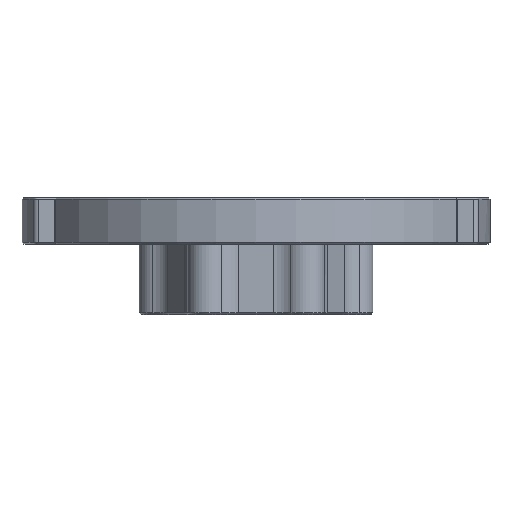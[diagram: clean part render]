
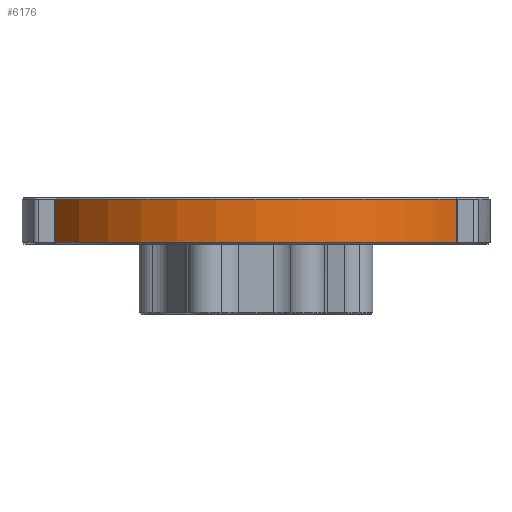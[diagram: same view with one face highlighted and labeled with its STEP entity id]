
A CAD part, front view. The second image highlights one B-rep face of the part: STEP entity #6176.
In plain terms, the highlighted cylindrical face has radius 31.75 mm (diameter 63.5 mm), a partial arc.
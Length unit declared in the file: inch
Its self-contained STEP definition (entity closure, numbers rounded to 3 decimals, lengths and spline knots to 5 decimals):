
#547 = LINE ( 'NONE', #1690, #7309 ) ;
#674 = FACE_OUTER_BOUND ( 'NONE', #3406, .T. ) ;
#1112 = CIRCLE ( 'NONE', #1715, 1.25 ) ;
#1359 = CARTESIAN_POINT ( 'NONE',  ( 1.0705, -0.64538, 0.1975 ) ) ;
#1526 = DIRECTION ( 'NONE',  ( 0., 0., 1. ) ) ;
#1638 = CARTESIAN_POINT ( 'NONE',  ( 0., 0., 0.1975 ) ) ;
#1690 = CARTESIAN_POINT ( 'NONE',  ( -1.0705, -0.64538, 0.4375 ) ) ;
#1715 = AXIS2_PLACEMENT_3D ( 'NONE', #5136, #2361, #3930 ) ;
#1727 = EDGE_CURVE ( 'NONE', #2288, #2767, #547, .T. ) ;
#2288 = VERTEX_POINT ( 'NONE', #5083 ) ;
#2324 = EDGE_CURVE ( 'NONE', #4501, #2437, #3205, .T. ) ;
#2361 = DIRECTION ( 'NONE',  ( 0., 0., -1. ) ) ;
#2437 = VERTEX_POINT ( 'NONE', #4660 ) ;
#2767 = VERTEX_POINT ( 'NONE', #6156 ) ;
#2928 = CYLINDRICAL_SURFACE ( 'NONE', #3896, 1.25 ) ;
#3197 = EDGE_CURVE ( 'NONE', #2437, #2288, #1112, .T. ) ;
#3205 = LINE ( 'NONE', #5499, #6007 ) ;
#3238 = ORIENTED_EDGE ( 'NONE', *, *, #5758, .T. ) ;
#3406 = EDGE_LOOP ( 'NONE', ( #5907, #6191, #7366, #3238 ) ) ;
#3417 = DIRECTION ( 'NONE',  ( -1., 0., 0. ) ) ;
#3598 = CIRCLE ( 'NONE', #6358, 1.25 ) ;
#3896 = AXIS2_PLACEMENT_3D ( 'NONE', #4093, #6950, #3417 ) ;
#3930 = DIRECTION ( 'NONE',  ( 1., 0., 0. ) ) ;
#3947 = DIRECTION ( 'NONE',  ( 1., 0., 0. ) ) ;
#4093 = CARTESIAN_POINT ( 'NONE',  ( 0., 0., 0.4375 ) ) ;
#4501 = VERTEX_POINT ( 'NONE', #1359 ) ;
#4660 = CARTESIAN_POINT ( 'NONE',  ( 1.0705, -0.64538, 0.4275 ) ) ;
#5083 = CARTESIAN_POINT ( 'NONE',  ( -1.0705, -0.64538, 0.4275 ) ) ;
#5136 = CARTESIAN_POINT ( 'NONE',  ( 0., 0., 0.4275 ) ) ;
#5499 = CARTESIAN_POINT ( 'NONE',  ( 1.0705, -0.64538, 0.4375 ) ) ;
#5571 = DIRECTION ( 'NONE',  ( 0., 0., 1. ) ) ;
#5758 = EDGE_CURVE ( 'NONE', #2767, #4501, #3598, .T. ) ;
#5907 = ORIENTED_EDGE ( 'NONE', *, *, #2324, .T. ) ;
#6007 = VECTOR ( 'NONE', #1526, 39.37008 ) ;
#6156 = CARTESIAN_POINT ( 'NONE',  ( -1.0705, -0.64538, 0.1975 ) ) ;
#6176 = ADVANCED_FACE ( 'NONE', ( #674 ), #2928, .T. ) ;
#6191 = ORIENTED_EDGE ( 'NONE', *, *, #3197, .T. ) ;
#6252 = DIRECTION ( 'NONE',  ( 0., 0., -1. ) ) ;
#6358 = AXIS2_PLACEMENT_3D ( 'NONE', #1638, #5571, #3947 ) ;
#6950 = DIRECTION ( 'NONE',  ( 0., 0., -1. ) ) ;
#7309 = VECTOR ( 'NONE', #6252, 39.37008 ) ;
#7366 = ORIENTED_EDGE ( 'NONE', *, *, #1727, .T. ) ;
